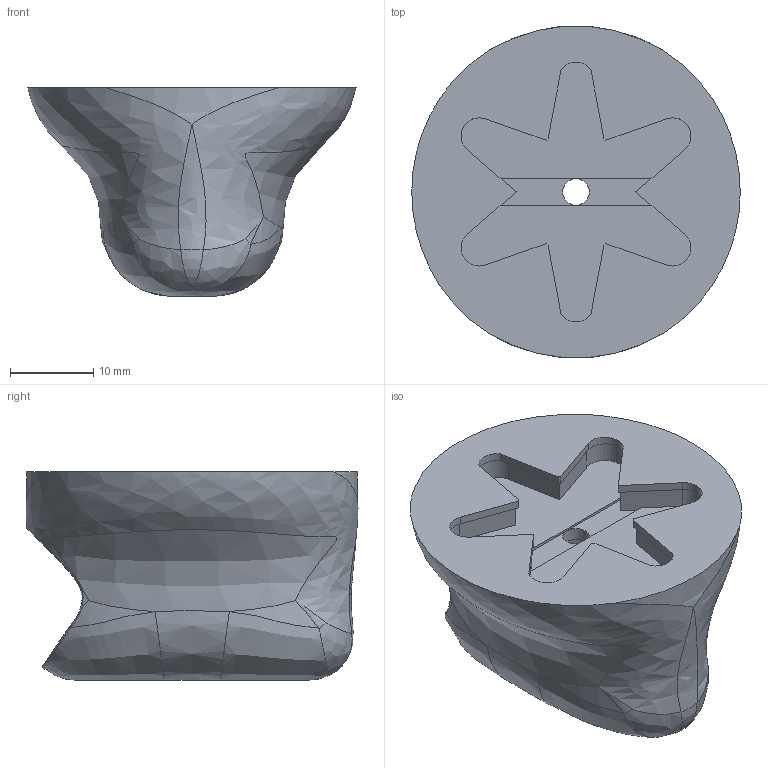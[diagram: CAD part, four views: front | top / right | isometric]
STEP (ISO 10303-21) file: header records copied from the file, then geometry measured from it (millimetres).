
FILE_DESCRIPTION(/* description */ (''),/* implementation_level */ '2;1');
FILE_NAME(/* name */ 'horn_fitting leg v4.step',/* time_stamp */ '2024-08-17T15:57:26+02:00',/* author */ (''),/* organization */ (''),/* preprocessor_version */ 'ST-DEVELOPER v20',/* originating_system */ 'Autodesk Translation Framework v13.14.0.145',/* authorisation */ '');
FILE_SCHEMA (('AUTOMOTIVE_DESIGN { 1 0 10303 214 3 1 1 }'));
Length unit declared in the file: millimetre
Products named in the file (1): horn_fitting leg
Bounding box: 39.58 x 40 x 25.1 mm (x, y, z)
Volume: 12463.9 mm3; surface area: 6354.9 mm2
Topology: 1 solids, 1 shells, 85 faces, 236 edges, 150 vertices
Faces by surface type: plane 40, bspline 25, cylinder 18, sphere 1, cone 1
Full cylindrical faces by diameter (mm): 3.2 x1, 5.4 x1, 6 x1, 15.5 x1
Entity records: 8323 total; most frequent: CARTESIAN_POINT 6312, ORIENTED_EDGE 466, DIRECTION 334, EDGE_CURVE 233, VERTEX_POINT 150, LINE 116, VECTOR 116, AXIS2_PLACEMENT_3D 109
